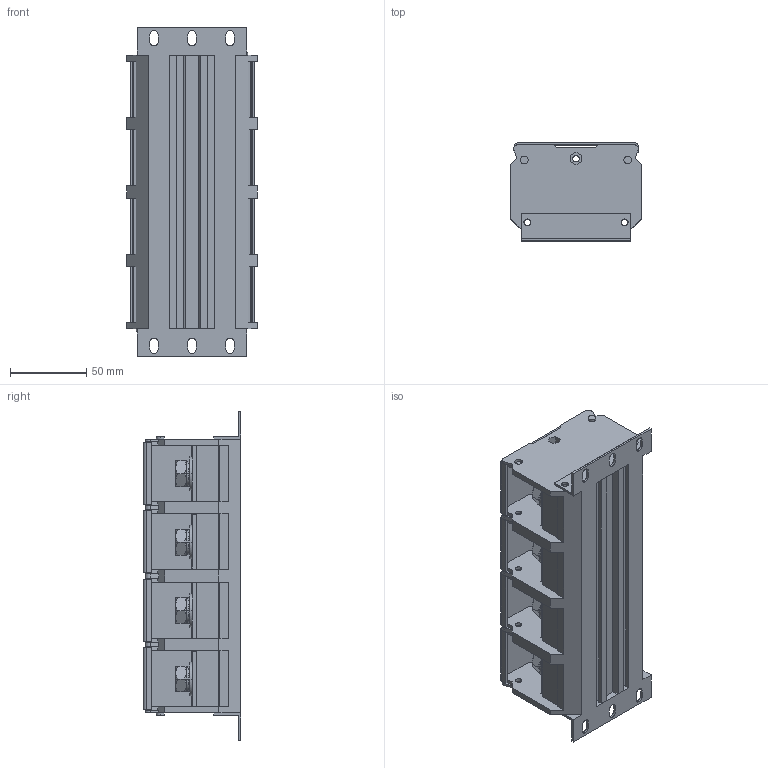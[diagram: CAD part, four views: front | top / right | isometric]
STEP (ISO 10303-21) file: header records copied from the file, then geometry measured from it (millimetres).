
FILE_DESCRIPTION((''),'2;1');
FILE_NAME('UTD-300I_4_6_ASM','2024-07-03T',('dell'),(''),'PRO/ENGINEER BY PARAMETRIC TECHNOLOGY CORPORATION, 2013230','PRO/ENGINEER BY PARAMETRIC TECHNOLOGY CORPORATION, 2013230','');
FILE_SCHEMA(('AUTOMOTIVE_DESIGN { 1 0 10303 214 1 1 1 1 }'));
Products named in the file (1): UTD-300I_4_6_ASM
Bounding box: 86 x 64.3 x 216 mm (x, y, z)
Volume: 430623.8 mm3; surface area: 198736.8 mm2
Topology: 11 solids, 27 shells, 1769 faces, 4832 edges, 3116 vertices
Faces by surface type: plane 987, cylinder 474, bspline 144, cone 124, sphere 24, torus 16
Entity records: 66906 total; most frequent: CARTESIAN_POINT 22347, ORIENTED_EDGE 9552, DIRECTION 8824, EDGE_CURVE 4776, VERTEX_POINT 3116, VECTOR 3078, LINE 3078, AXIS2_PLACEMENT_3D 2873
